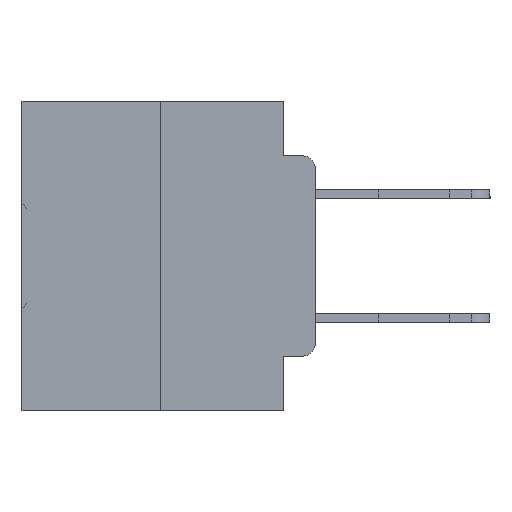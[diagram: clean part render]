
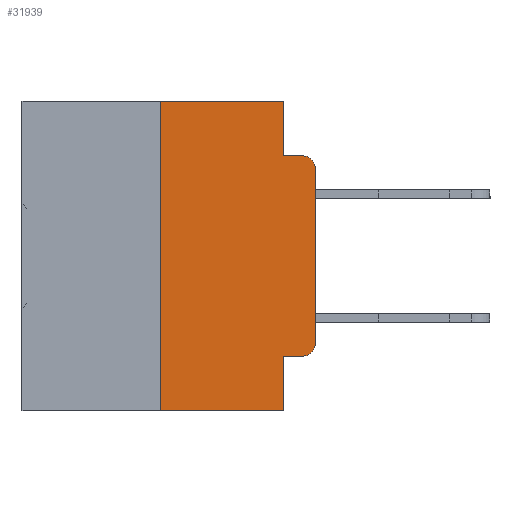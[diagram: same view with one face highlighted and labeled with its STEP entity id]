
A CAD part, left-side view. The second image highlights one B-rep face of the part: STEP entity #31939.
In plain terms, the highlighted planar face has unit normal (-1, 0, 0).
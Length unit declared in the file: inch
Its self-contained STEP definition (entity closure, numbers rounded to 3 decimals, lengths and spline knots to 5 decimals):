
#490 = VERTEX_POINT ( 'NONE', #9355 ) ;
#510 = ORIENTED_EDGE ( 'NONE', *, *, #15263, .F. ) ;
#552 = DIRECTION ( 'NONE',  ( 0., 0., -1. ) ) ;
#1104 = VECTOR ( 'NONE', #6918, 39.37008 ) ;
#1215 = AXIS2_PLACEMENT_3D ( 'NONE', #15210, #33804, #17870 ) ;
#1427 = ORIENTED_EDGE ( 'NONE', *, *, #24602, .T. ) ;
#1863 = LINE ( 'NONE', #10010, #15346 ) ;
#2203 = ORIENTED_EDGE ( 'NONE', *, *, #8258, .T. ) ;
#2418 = DIRECTION ( 'NONE',  ( 0., -1., 0. ) ) ;
#2586 = VECTOR ( 'NONE', #11792, 39.37008 ) ;
#3452 = LINE ( 'NONE', #19815, #2586 ) ;
#3539 = AXIS2_PLACEMENT_3D ( 'NONE', #11780, #30415, #14458 ) ;
#3558 = ORIENTED_EDGE ( 'NONE', *, *, #17099, .F. ) ;
#3910 = VECTOR ( 'NONE', #31575, 39.37008 ) ;
#4757 = ORIENTED_EDGE ( 'NONE', *, *, #17237, .F. ) ;
#4906 = CARTESIAN_POINT ( 'NONE',  ( 0., 0., -0.1085 ) ) ;
#4987 = CARTESIAN_POINT ( 'NONE',  ( 0., 0.051, -0.4115 ) ) ;
#5068 = CARTESIAN_POINT ( 'NONE',  ( 0., 0.02, -0.0885 ) ) ;
#6242 = CARTESIAN_POINT ( 'NONE',  ( 0., 0.051, -0.4115 ) ) ;
#6257 = EDGE_LOOP ( 'NONE', ( #25289, #2203, #4757, #510, #32755, #3558, #1427, #10371, #14147, #14605 ) ) ;
#6396 = VERTEX_POINT ( 'NONE', #5068 ) ;
#6870 = CARTESIAN_POINT ( 'NONE',  ( 0., 0., -0.3915 ) ) ;
#6918 = DIRECTION ( 'NONE',  ( 0., 0., -1. ) ) ;
#7505 = VECTOR ( 'NONE', #26301, 39.37008 ) ;
#7522 = VERTEX_POINT ( 'NONE', #4906 ) ;
#7541 = CARTESIAN_POINT ( 'NONE',  ( 0., 0.473, -0.5 ) ) ;
#7875 = LINE ( 'NONE', #4987, #15020 ) ;
#8258 = EDGE_CURVE ( 'NONE', #7522, #6396, #10054, .T. ) ;
#8302 = VERTEX_POINT ( 'NONE', #16819 ) ;
#8944 = PLANE ( 'NONE',  #3539 ) ;
#9355 = CARTESIAN_POINT ( 'NONE',  ( 0., 0.051, -0.5 ) ) ;
#10010 = CARTESIAN_POINT ( 'NONE',  ( 0., 0.25, 0. ) ) ;
#10054 = CIRCLE ( 'NONE', #33196, 0.02 ) ;
#10371 = ORIENTED_EDGE ( 'NONE', *, *, #32084, .F. ) ;
#10417 = DIRECTION ( 'NONE',  ( 0., -1., 0. ) ) ;
#10581 = CARTESIAN_POINT ( 'NONE',  ( 0., 0.051, -0.0885 ) ) ;
#11163 = LINE ( 'NONE', #10581, #31588 ) ;
#11353 = CARTESIAN_POINT ( 'NONE',  ( 0., 0.02, -0.1085 ) ) ;
#11780 = CARTESIAN_POINT ( 'NONE',  ( 0., 0.473, 0. ) ) ;
#11792 = DIRECTION ( 'NONE',  ( 0., -1., 0. ) ) ;
#11862 = EDGE_CURVE ( 'NONE', #30760, #23932, #31961, .T. ) ;
#12584 = EDGE_CURVE ( 'NONE', #23932, #7522, #32322, .T. ) ;
#12741 = VERTEX_POINT ( 'NONE', #30103 ) ;
#12842 = EDGE_CURVE ( 'NONE', #12741, #29562, #3452, .T. ) ;
#13486 = VERTEX_POINT ( 'NONE', #6242 ) ;
#13824 = LINE ( 'NONE', #7541, #7505 ) ;
#14055 = DIRECTION ( 'NONE',  ( 0., 0., -1. ) ) ;
#14147 = ORIENTED_EDGE ( 'NONE', *, *, #16059, .T. ) ;
#14458 = DIRECTION ( 'NONE',  ( 0., 0., -1. ) ) ;
#14605 = ORIENTED_EDGE ( 'NONE', *, *, #11862, .T. ) ;
#15020 = VECTOR ( 'NONE', #10417, 39.37008 ) ;
#15210 = CARTESIAN_POINT ( 'NONE',  ( 0., 0.02, -0.3915 ) ) ;
#15263 = EDGE_CURVE ( 'NONE', #29562, #34399, #24280, .T. ) ;
#15346 = VECTOR ( 'NONE', #31220, 39.37008 ) ;
#16059 = EDGE_CURVE ( 'NONE', #13486, #30760, #7875, .T. ) ;
#16819 = CARTESIAN_POINT ( 'NONE',  ( 0., 0.25, -0.5 ) ) ;
#17099 = EDGE_CURVE ( 'NONE', #8302, #12741, #1863, .T. ) ;
#17146 = VECTOR ( 'NONE', #552, 39.37008 ) ;
#17237 = EDGE_CURVE ( 'NONE', #34399, #6396, #11163, .T. ) ;
#17870 = DIRECTION ( 'NONE',  ( 0., 0., -1. ) ) ;
#19815 = CARTESIAN_POINT ( 'NONE',  ( 0., 0.473, 0. ) ) ;
#19996 = CARTESIAN_POINT ( 'NONE',  ( 0., 0.02, -0.4115 ) ) ;
#21716 = LINE ( 'NONE', #25677, #1104 ) ;
#23932 = VERTEX_POINT ( 'NONE', #6870 ) ;
#24280 = LINE ( 'NONE', #24647, #17146 ) ;
#24602 = EDGE_CURVE ( 'NONE', #8302, #490, #13824, .T. ) ;
#24647 = CARTESIAN_POINT ( 'NONE',  ( 0., 0.051, 0. ) ) ;
#25289 = ORIENTED_EDGE ( 'NONE', *, *, #12584, .T. ) ;
#25677 = CARTESIAN_POINT ( 'NONE',  ( 0., 0.051, 0. ) ) ;
#26301 = DIRECTION ( 'NONE',  ( 0., -1., 0. ) ) ;
#27738 = CARTESIAN_POINT ( 'NONE',  ( 0., 0.051, -0.0885 ) ) ;
#29562 = VERTEX_POINT ( 'NONE', #34275 ) ;
#30026 = DIRECTION ( 'NONE',  ( -1., 0., 0. ) ) ;
#30103 = CARTESIAN_POINT ( 'NONE',  ( 0., 0.25, 0. ) ) ;
#30415 = DIRECTION ( 'NONE',  ( 1., 0., 0. ) ) ;
#30760 = VERTEX_POINT ( 'NONE', #19996 ) ;
#31220 = DIRECTION ( 'NONE',  ( 0., 0., 1. ) ) ;
#31575 = DIRECTION ( 'NONE',  ( 0., 0., 1. ) ) ;
#31588 = VECTOR ( 'NONE', #2418, 39.37008 ) ;
#31939 = ADVANCED_FACE ( 'NONE', ( #34554 ), #8944, .F. ) ;
#31961 = CIRCLE ( 'NONE', #1215, 0.02 ) ;
#32084 = EDGE_CURVE ( 'NONE', #13486, #490, #21716, .T. ) ;
#32322 = LINE ( 'NONE', #34089, #3910 ) ;
#32755 = ORIENTED_EDGE ( 'NONE', *, *, #12842, .F. ) ;
#33196 = AXIS2_PLACEMENT_3D ( 'NONE', #11353, #30026, #14055 ) ;
#33804 = DIRECTION ( 'NONE',  ( -1., 0., 0. ) ) ;
#34089 = CARTESIAN_POINT ( 'NONE',  ( 0., 0., 0. ) ) ;
#34275 = CARTESIAN_POINT ( 'NONE',  ( 0., 0.051, 0. ) ) ;
#34399 = VERTEX_POINT ( 'NONE', #27738 ) ;
#34554 = FACE_OUTER_BOUND ( 'NONE', #6257, .T. ) ;
